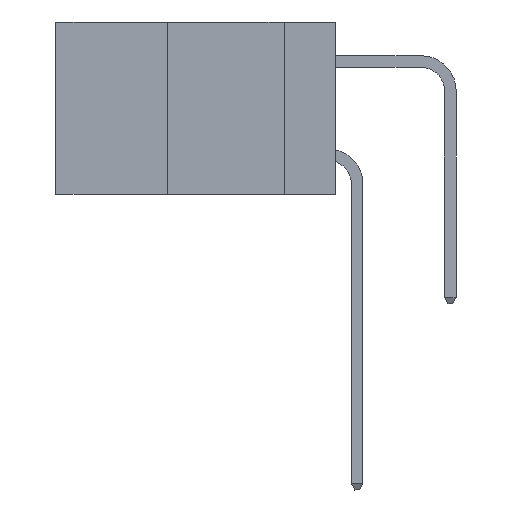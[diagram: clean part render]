
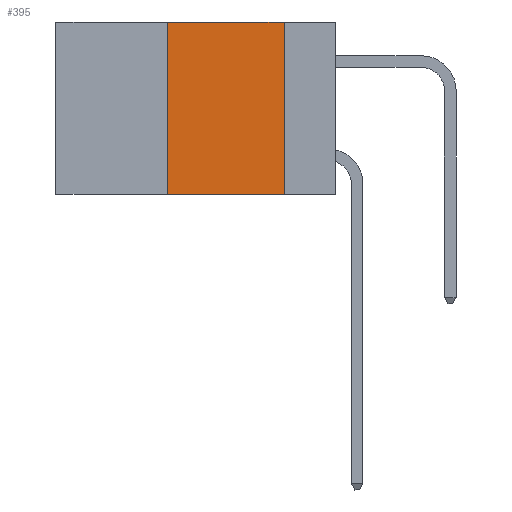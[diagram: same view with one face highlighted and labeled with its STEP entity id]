
A CAD part, left-side view. The second image highlights one B-rep face of the part: STEP entity #395.
In plain terms, the highlighted planar face has unit normal (-1, 0, 0).
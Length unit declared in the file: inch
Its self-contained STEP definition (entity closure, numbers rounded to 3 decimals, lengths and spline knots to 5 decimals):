
#395 = ADVANCED_FACE ( 'NONE', ( #22521 ), #31413, .F. ) ;
#735 = DIRECTION ( 'NONE',  ( 0., 0., 1. ) ) ;
#1036 = CARTESIAN_POINT ( 'NONE',  ( 0., 0.6, 0. ) ) ;
#1044 = LINE ( 'NONE', #22747, #22014 ) ;
#2604 = ORIENTED_EDGE ( 'NONE', *, *, #28641, .T. ) ;
#4356 = LINE ( 'NONE', #16121, #33858 ) ;
#4789 = LINE ( 'NONE', #20564, #8610 ) ;
#5042 = DIRECTION ( 'NONE',  ( 0., 0., -1. ) ) ;
#6095 = CARTESIAN_POINT ( 'NONE',  ( 0., 0.11, -0.37 ) ) ;
#6327 = ORIENTED_EDGE ( 'NONE', *, *, #32631, .F. ) ;
#6402 = AXIS2_PLACEMENT_3D ( 'NONE', #1036, #17425, #22936 ) ;
#6420 = DIRECTION ( 'NONE',  ( 0., -1., 0. ) ) ;
#6556 = DIRECTION ( 'NONE',  ( 0., -1., 0. ) ) ;
#6572 = ORIENTED_EDGE ( 'NONE', *, *, #11412, .F. ) ;
#7699 = ORIENTED_EDGE ( 'NONE', *, *, #31007, .F. ) ;
#8610 = VECTOR ( 'NONE', #6556, 39.37008 ) ;
#8620 = CARTESIAN_POINT ( 'NONE',  ( 0., 0.11, 0. ) ) ;
#9559 = CARTESIAN_POINT ( 'NONE',  ( 0., 0.36, 0. ) ) ;
#11102 = VERTEX_POINT ( 'NONE', #16754 ) ;
#11412 = EDGE_CURVE ( 'NONE', #22475, #13242, #4356, .T. ) ;
#12346 = VECTOR ( 'NONE', #6420, 39.37008 ) ;
#13242 = VERTEX_POINT ( 'NONE', #6095 ) ;
#16121 = CARTESIAN_POINT ( 'NONE',  ( 0., 0.11, 0. ) ) ;
#16754 = CARTESIAN_POINT ( 'NONE',  ( 0., 0.36, -0.37 ) ) ;
#17425 = DIRECTION ( 'NONE',  ( 1., 0., 0. ) ) ;
#18155 = EDGE_LOOP ( 'NONE', ( #6572, #6327, #7699, #2604 ) ) ;
#20564 = CARTESIAN_POINT ( 'NONE',  ( 0., 0.6, 0. ) ) ;
#22014 = VECTOR ( 'NONE', #735, 39.37008 ) ;
#22475 = VERTEX_POINT ( 'NONE', #8620 ) ;
#22521 = FACE_OUTER_BOUND ( 'NONE', #18155, .T. ) ;
#22747 = CARTESIAN_POINT ( 'NONE',  ( 0., 0.36, 0. ) ) ;
#22936 = DIRECTION ( 'NONE',  ( 0., 0., -1. ) ) ;
#25136 = LINE ( 'NONE', #28165, #12346 ) ;
#28165 = CARTESIAN_POINT ( 'NONE',  ( 0., 0.6, -0.37 ) ) ;
#28641 = EDGE_CURVE ( 'NONE', #11102, #13242, #25136, .T. ) ;
#31007 = EDGE_CURVE ( 'NONE', #11102, #33236, #1044, .T. ) ;
#31413 = PLANE ( 'NONE',  #6402 ) ;
#32631 = EDGE_CURVE ( 'NONE', #33236, #22475, #4789, .T. ) ;
#33236 = VERTEX_POINT ( 'NONE', #9559 ) ;
#33858 = VECTOR ( 'NONE', #5042, 39.37008 ) ;
